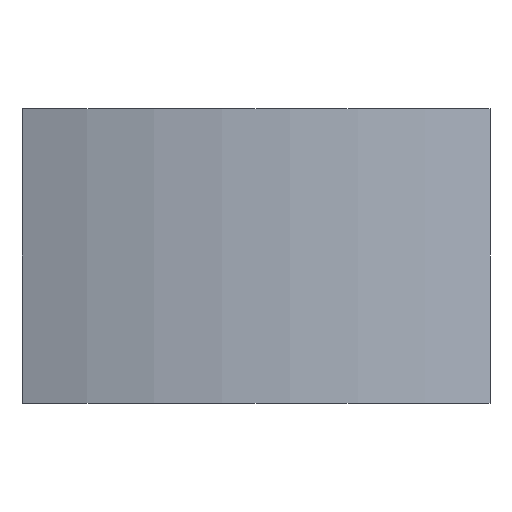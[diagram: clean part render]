
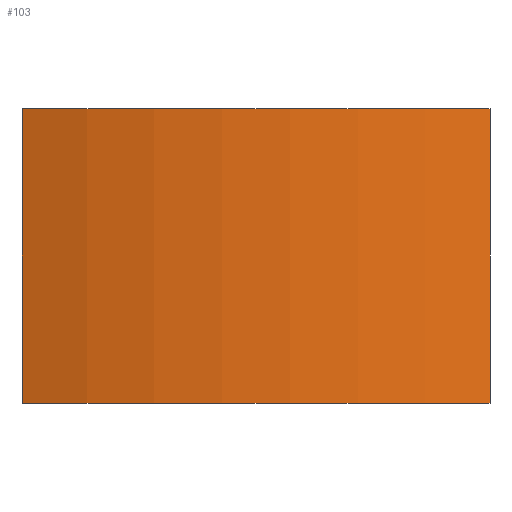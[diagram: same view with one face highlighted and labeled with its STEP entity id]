
A CAD part, front view. The second image highlights one B-rep face of the part: STEP entity #103.
In plain terms, the highlighted cylindrical face has radius 25.375 mm (diameter 50.75 mm), a partial arc.
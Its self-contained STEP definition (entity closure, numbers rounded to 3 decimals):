
#15=CYLINDRICAL_SURFACE('',#125,25.375);
#20=FACE_OUTER_BOUND('',#26,.T.);
#26=EDGE_LOOP('',(#86,#87,#88,#89));
#28=CIRCLE('',#120,25.375);
#29=CIRCLE('',#122,25.375);
#38=LINE('',#178,#48);
#39=LINE('',#180,#49);
#48=VECTOR('',#149,10.);
#49=VECTOR('',#152,10.);
#50=VERTEX_POINT('',#157);
#52=VERTEX_POINT('',#160);
#56=VERTEX_POINT('',#169);
#57=VERTEX_POINT('',#171);
#59=EDGE_CURVE('',#52,#50,#28,.T.);
#64=EDGE_CURVE('',#56,#57,#29,.T.);
#68=EDGE_CURVE('',#56,#52,#38,.F.);
#69=EDGE_CURVE('',#57,#50,#39,.T.);
#86=ORIENTED_EDGE('',*,*,#59,.T.);
#87=ORIENTED_EDGE('',*,*,#69,.F.);
#88=ORIENTED_EDGE('',*,*,#64,.F.);
#89=ORIENTED_EDGE('',*,*,#68,.T.);
#103=ADVANCED_FACE('',(#20),#15,.T.);
#120=AXIS2_PLACEMENT_3D('',#161,#132,#133);
#122=AXIS2_PLACEMENT_3D('',#172,#140,#141);
#125=AXIS2_PLACEMENT_3D('',#179,#150,#151);
#132=DIRECTION('center_axis',(0.,0.,-1.));
#133=DIRECTION('ref_axis',(1.,0.,0.));
#140=DIRECTION('center_axis',(0.,0.,-1.));
#141=DIRECTION('ref_axis',(1.,0.,0.));
#149=DIRECTION('',(0.,0.,-1.));
#150=DIRECTION('center_axis',(0.,0.,1.));
#151=DIRECTION('ref_axis',(1.,0.,0.));
#152=DIRECTION('',(0.,0.,1.));
#157=CARTESIAN_POINT('',(-9.125,-58.678,21.85));
#160=CARTESIAN_POINT('',(9.125,-58.678,21.85));
#161=CARTESIAN_POINT('Origin',(0.,-35.,21.85));
#169=CARTESIAN_POINT('',(9.125,-58.678,10.35));
#171=CARTESIAN_POINT('',(-9.125,-58.678,10.35));
#172=CARTESIAN_POINT('Origin',(0.,-35.,10.35));
#178=CARTESIAN_POINT('',(9.125,-58.678,10.35));
#179=CARTESIAN_POINT('Origin',(0.,-35.,10.35));
#180=CARTESIAN_POINT('',(-9.125,-58.678,10.35));
